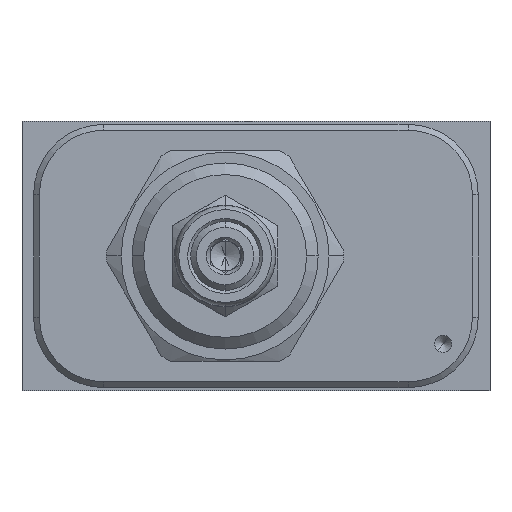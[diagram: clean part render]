
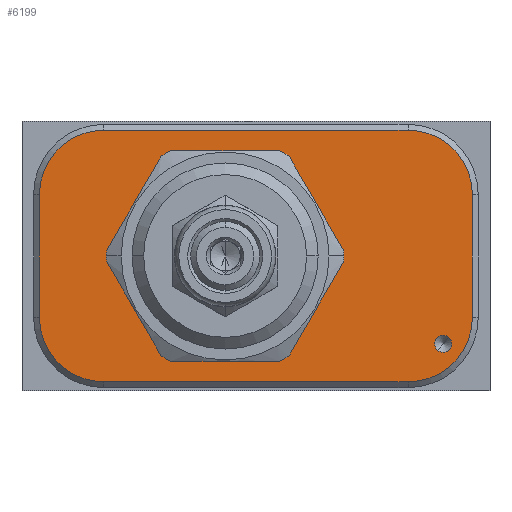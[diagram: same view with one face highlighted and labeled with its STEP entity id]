
A CAD part, front view. The second image highlights one B-rep face of the part: STEP entity #6199.
In plain terms, the highlighted planar face has unit normal (0, -1, 0).
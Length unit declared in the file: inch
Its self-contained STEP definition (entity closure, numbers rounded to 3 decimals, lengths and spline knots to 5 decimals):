
#2623=CARTESIAN_POINT('',(1.085,-5.,0.719));
#2624=DIRECTION('',(0.,1.,0.));
#2625=DIRECTION('',(0.,0.,-1.));
#2626=AXIS2_PLACEMENT_3D('',#2623,#2624,#2625);
#2628=CARTESIAN_POINT('',(1.085,-5.,0.719));
#2629=DIRECTION('',(0.,1.,0.));
#2630=DIRECTION('',(0.,0.,1.));
#2631=AXIS2_PLACEMENT_3D('',#2628,#2629,#2630);
#2633=CARTESIAN_POINT('',(2.25,-5.,0.25));
#2634=DIRECTION('',(0.,1.,0.));
#2635=DIRECTION('',(-0.643,0.,-0.766));
#2636=AXIS2_PLACEMENT_3D('',#2633,#2634,#2635);
#2638=CARTESIAN_POINT('',(2.25,-5.,0.25));
#2639=DIRECTION('',(0.,1.,0.));
#2640=DIRECTION('',(0.643,0.,0.766));
#2641=AXIS2_PLACEMENT_3D('',#2638,#2639,#2640);
#2643=CARTESIAN_POINT('',(2.062,-5.,1.047));
#2644=DIRECTION('',(0.,1.,0.));
#2645=DIRECTION('',(0.,0.,1.));
#2646=AXIS2_PLACEMENT_3D('',#2643,#2644,#2645);
#2657=DIRECTION('',(1.,0.,0.));
#2658=VECTOR('',#2657,1.625);
#2659=CARTESIAN_POINT('',(0.437,-5.,1.391));
#2660=LINE('',#2659,#2658);
#2669=CARTESIAN_POINT('',(0.437,-5.,1.047));
#2670=DIRECTION('',(0.,1.,0.));
#2671=DIRECTION('',(-1.,0.,0.));
#2672=AXIS2_PLACEMENT_3D('',#2669,#2670,#2671);
#2683=DIRECTION('',(0.,0.,1.));
#2684=VECTOR('',#2683,0.656);
#2685=CARTESIAN_POINT('',(0.093,-5.,0.391));
#2686=LINE('',#2685,#2684);
#2695=CARTESIAN_POINT('',(0.437,-5.,0.391));
#2696=DIRECTION('',(0.,1.,0.));
#2697=DIRECTION('',(0.,0.,-1.));
#2698=AXIS2_PLACEMENT_3D('',#2695,#2696,#2697);
#2709=DIRECTION('',(-1.,0.,0.));
#2710=VECTOR('',#2709,1.625);
#2711=CARTESIAN_POINT('',(2.062,-5.,0.047));
#2712=LINE('',#2711,#2710);
#2717=CARTESIAN_POINT('',(2.062,-5.,0.391));
#2718=DIRECTION('',(0.,1.,0.));
#2719=DIRECTION('',(1.,0.,0.));
#2720=AXIS2_PLACEMENT_3D('',#2717,#2718,#2719);
#2735=DIRECTION('',(0.,0.,-1.));
#2736=VECTOR('',#2735,0.656);
#2737=CARTESIAN_POINT('',(2.406,-5.,1.047));
#2738=LINE('',#2737,#2736);
#4965=CARTESIAN_POINT('',(2.062,-5.,0.047));
#4966=CARTESIAN_POINT('',(0.437,-5.,0.047));
#4967=VERTEX_POINT('',#4965);
#4968=VERTEX_POINT('',#4966);
#4973=CARTESIAN_POINT('',(0.093,-5.,0.391));
#4974=VERTEX_POINT('',#4973);
#4977=CARTESIAN_POINT('',(0.093,-5.,1.047));
#4978=VERTEX_POINT('',#4977);
#4981=CARTESIAN_POINT('',(0.437,-5.,1.391));
#4982=VERTEX_POINT('',#4981);
#4985=CARTESIAN_POINT('',(2.062,-5.,1.391));
#4986=VERTEX_POINT('',#4985);
#4989=CARTESIAN_POINT('',(2.406,-5.,1.047));
#4990=VERTEX_POINT('',#4989);
#4993=CARTESIAN_POINT('',(2.406,-5.,0.391));
#4994=VERTEX_POINT('',#4993);
#5021=CARTESIAN_POINT('',(1.085,-5.,0.179));
#5022=CARTESIAN_POINT('',(1.085,-5.,1.259));
#5023=VERTEX_POINT('',#5021);
#5024=VERTEX_POINT('',#5022);
#5073=CARTESIAN_POINT('',(2.22107,-5.,0.21553));
#5074=CARTESIAN_POINT('',(2.27893,-5.,0.28447));
#5075=VERTEX_POINT('',#5073);
#5076=VERTEX_POINT('',#5074);
#6165=CARTESIAN_POINT('',(0.,-5.,0.));
#6166=DIRECTION('',(0.,-1.,0.));
#6167=DIRECTION('',(1.,0.,0.));
#6168=AXIS2_PLACEMENT_3D('',#6165,#6166,#6167);
#6169=PLANE('',#6168);
#6171=ORIENTED_EDGE('',*,*,#6170,.T.);
#6173=ORIENTED_EDGE('',*,*,#6172,.T.);
#6175=ORIENTED_EDGE('',*,*,#6174,.T.);
#6177=ORIENTED_EDGE('',*,*,#6176,.T.);
#6179=ORIENTED_EDGE('',*,*,#6178,.T.);
#6181=ORIENTED_EDGE('',*,*,#6180,.T.);
#6183=ORIENTED_EDGE('',*,*,#6182,.T.);
#6185=ORIENTED_EDGE('',*,*,#6184,.T.);
#6186=EDGE_LOOP('',(#6171,#6173,#6175,#6177,#6179,#6181,#6183,#6185));
#6187=FACE_OUTER_BOUND('',#6186,.F.);
#6189=ORIENTED_EDGE('',*,*,#6188,.F.);
#6190=ORIENTED_EDGE('',*,*,#6155,.F.);
#6191=EDGE_LOOP('',(#6189,#6190));
#6192=FACE_BOUND('',#6191,.F.);
#6194=ORIENTED_EDGE('',*,*,#6193,.F.);
#6196=ORIENTED_EDGE('',*,*,#6195,.F.);
#6197=EDGE_LOOP('',(#6194,#6196));
#6198=FACE_BOUND('',#6197,.F.);
#6199=ADVANCED_FACE('',(#6187,#6192,#6198),#6169,.T.);
#2627=CIRCLE('',#2626,0.54);
#2632=CIRCLE('',#2631,0.54);
#2637=CIRCLE('',#2636,0.045);
#2642=CIRCLE('',#2641,0.045);
#2647=CIRCLE('',#2646,0.344);
#2673=CIRCLE('',#2672,0.344);
#2699=CIRCLE('',#2698,0.344);
#2721=CIRCLE('',#2720,0.344);
#6155=EDGE_CURVE('',#5024,#5023,#2632,.T.);
#6170=EDGE_CURVE('',#4986,#4990,#2647,.T.);
#6172=EDGE_CURVE('',#4990,#4994,#2738,.T.);
#6174=EDGE_CURVE('',#4994,#4967,#2721,.T.);
#6176=EDGE_CURVE('',#4967,#4968,#2712,.T.);
#6178=EDGE_CURVE('',#4968,#4974,#2699,.T.);
#6180=EDGE_CURVE('',#4974,#4978,#2686,.T.);
#6182=EDGE_CURVE('',#4978,#4982,#2673,.T.);
#6184=EDGE_CURVE('',#4982,#4986,#2660,.T.);
#6188=EDGE_CURVE('',#5023,#5024,#2627,.T.);
#6193=EDGE_CURVE('',#5075,#5076,#2637,.T.);
#6195=EDGE_CURVE('',#5076,#5075,#2642,.T.);
